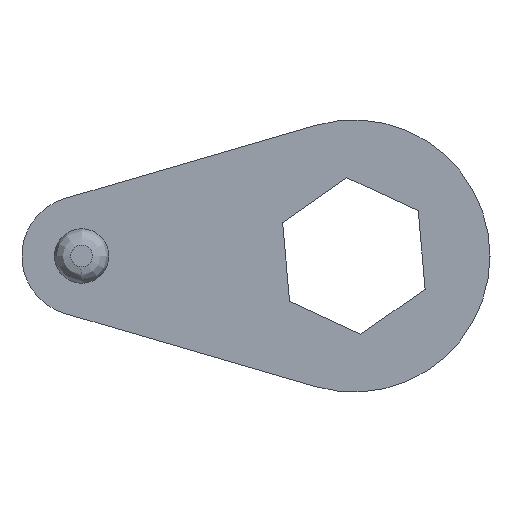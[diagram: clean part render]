
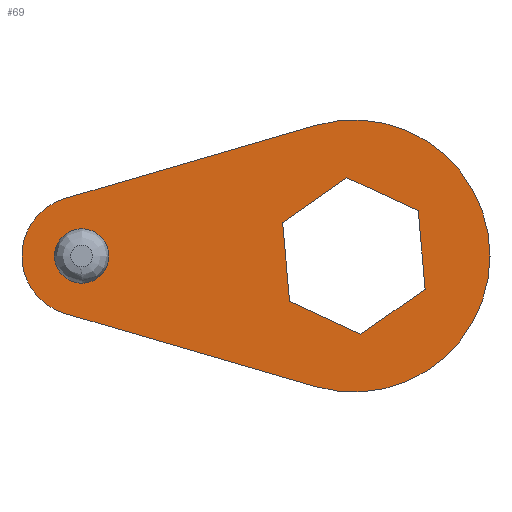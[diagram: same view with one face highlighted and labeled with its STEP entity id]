
A CAD part, left-side view. The second image highlights one B-rep face of the part: STEP entity #69.
In plain terms, the highlighted planar face has unit normal (-1, 0, 0).
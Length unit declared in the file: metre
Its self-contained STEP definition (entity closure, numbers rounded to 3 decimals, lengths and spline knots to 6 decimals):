
#69 = ADVANCED_FACE( '', ( #161, #162, #163 ), #164, .T. );
#161 = FACE_BOUND( '', #289, .T. );
#162 = FACE_BOUND( '', #290, .T. );
#163 = FACE_OUTER_BOUND( '', #291, .T. );
#164 = PLANE( '', #292 );
#289 = EDGE_LOOP( '', ( #486 ) );
#290 = EDGE_LOOP( '', ( #487, #488, #489, #490, #491, #492 ) );
#291 = EDGE_LOOP( '', ( #493, #494, #495, #496 ) );
#292 = AXIS2_PLACEMENT_3D( '', #497, #498, #499 );
#486 = ORIENTED_EDGE( '', *, *, #747, .T. );
#487 = ORIENTED_EDGE( '', *, *, #748, .T. );
#488 = ORIENTED_EDGE( '', *, *, #749, .T. );
#489 = ORIENTED_EDGE( '', *, *, #750, .T. );
#490 = ORIENTED_EDGE( '', *, *, #751, .T. );
#491 = ORIENTED_EDGE( '', *, *, #752, .T. );
#492 = ORIENTED_EDGE( '', *, *, #753, .T. );
#493 = ORIENTED_EDGE( '', *, *, #754, .F. );
#494 = ORIENTED_EDGE( '', *, *, #755, .T. );
#495 = ORIENTED_EDGE( '', *, *, #756, .F. );
#496 = ORIENTED_EDGE( '', *, *, #757, .F. );
#497 = CARTESIAN_POINT( '', ( -0.154959, -2.627277, 1.97843 ) );
#498 = DIRECTION( '', ( -1., 0., 0. ) );
#499 = DIRECTION( '', ( 0., 1., 0. ) );
#747 = EDGE_CURVE( '', #860, #860, #861, .T. );
#748 = EDGE_CURVE( '', #862, #863, #864, .T. );
#749 = EDGE_CURVE( '', #863, #865, #866, .T. );
#750 = EDGE_CURVE( '', #865, #867, #868, .T. );
#751 = EDGE_CURVE( '', #867, #869, #870, .T. );
#752 = EDGE_CURVE( '', #869, #871, #872, .T. );
#753 = EDGE_CURVE( '', #871, #862, #873, .T. );
#754 = EDGE_CURVE( '', #874, #875, #876, .T. );
#755 = EDGE_CURVE( '', #874, #877, #878, .T. );
#756 = EDGE_CURVE( '', #879, #877, #880, .T. );
#757 = EDGE_CURVE( '', #875, #879, #881, .T. );
#860 = VERTEX_POINT( '', #1022 );
#861 = CIRCLE( '', #1023, 0.003175 );
#862 = VERTEX_POINT( '', #1024 );
#863 = VERTEX_POINT( '', #1025 );
#864 = LINE( '', #1026, #1027 );
#865 = VERTEX_POINT( '', #1028 );
#866 = LINE( '', #1029, #1030 );
#867 = VERTEX_POINT( '', #1031 );
#868 = LINE( '', #1032, #1033 );
#869 = VERTEX_POINT( '', #1034 );
#870 = LINE( '', #1035, #1036 );
#871 = VERTEX_POINT( '', #1037 );
#872 = LINE( '', #1038, #1039 );
#873 = LINE( '', #1040, #1041 );
#874 = VERTEX_POINT( '', #1042 );
#875 = VERTEX_POINT( '', #1043 );
#876 = CIRCLE( '', #1044, 0.015875 );
#877 = VERTEX_POINT( '', #1045 );
#878 = LINE( '', #1046, #1047 );
#879 = VERTEX_POINT( '', #1048 );
#880 = CIRCLE( '', #1049, 0.006985 );
#881 = LINE( '', #1050, #1051 );
#1022 = CARTESIAN_POINT( '', ( -0.154959, -2.638005, 2.003116 ) );
#1023 = AXIS2_PLACEMENT_3D( '', #1209, #1210, #1211 );
#1024 = CARTESIAN_POINT( '', ( -0.154959, -2.668947, 2.015421 ) );
#1025 = CARTESIAN_POINT( '', ( -0.154959, -2.677257, 2.011557 ) );
#1026 = CARTESIAN_POINT( '', ( -0.154959, -2.673102, 2.013489 ) );
#1027 = VECTOR( '', #1212, 1. );
#1028 = CARTESIAN_POINT( '', ( -0.154959, -2.678066, 2.002427 ) );
#1029 = CARTESIAN_POINT( '', ( -0.154959, -2.677662, 2.006992 ) );
#1030 = VECTOR( '', #1213, 1. );
#1031 = CARTESIAN_POINT( '', ( -0.154959, -2.670564, 1.997162 ) );
#1032 = CARTESIAN_POINT( '', ( -0.154959, -2.674315, 1.999794 ) );
#1033 = VECTOR( '', #1214, 1. );
#1034 = CARTESIAN_POINT( '', ( -0.154959, -2.662253, 2.001026 ) );
#1035 = CARTESIAN_POINT( '', ( -0.154959, -2.666409, 1.999094 ) );
#1036 = VECTOR( '', #1215, 1. );
#1037 = CARTESIAN_POINT( '', ( -0.154959, -2.661444, 2.010156 ) );
#1038 = CARTESIAN_POINT( '', ( -0.154959, -2.661849, 2.005591 ) );
#1039 = VECTOR( '', #1216, 1. );
#1040 = CARTESIAN_POINT( '', ( -0.154959, -2.665195, 2.012788 ) );
#1041 = VECTOR( '', #1217, 1. );
#1042 = CARTESIAN_POINT( '', ( -0.154959, -2.66531, 2.021531 ) );
#1043 = CARTESIAN_POINT( '', ( -0.154959, -2.66531, 1.991051 ) );
#1044 = AXIS2_PLACEMENT_3D( '', #1218, #1219, #1220 );
#1045 = CARTESIAN_POINT( '', ( -0.154959, -2.63605, 2.012997 ) );
#1046 = CARTESIAN_POINT( '', ( -0.154959, -2.65068, 2.017264 ) );
#1047 = VECTOR( '', #1221, 1. );
#1048 = CARTESIAN_POINT( '', ( -0.154959, -2.63605, 1.999586 ) );
#1049 = AXIS2_PLACEMENT_3D( '', #1222, #1223, #1224 );
#1050 = CARTESIAN_POINT( '', ( -0.154959, -2.65068, 1.995318 ) );
#1051 = VECTOR( '', #1225, 1. );
#1209 = CARTESIAN_POINT( '', ( -0.154959, -2.638005, 2.006291 ) );
#1210 = DIRECTION( '', ( 1., 0., 0. ) );
#1211 = DIRECTION( '', ( 0., 0., -1. ) );
#1212 = DIRECTION( '', ( 0., -0.907, -0.422 ) );
#1213 = DIRECTION( '', ( 0., -0.088, -0.996 ) );
#1214 = DIRECTION( '', ( 0., 0.819, -0.574 ) );
#1215 = DIRECTION( '', ( 0., 0.907, 0.422 ) );
#1216 = DIRECTION( '', ( 0., 0.088, 0.996 ) );
#1217 = DIRECTION( '', ( 0., -0.819, 0.574 ) );
#1218 = CARTESIAN_POINT( '', ( -0.154959, -2.669755, 2.006291 ) );
#1219 = DIRECTION( '', ( 1., 0., 0. ) );
#1220 = DIRECTION( '', ( 0., 0., -1. ) );
#1221 = DIRECTION( '', ( 0., 0.96, -0.28 ) );
#1222 = CARTESIAN_POINT( '', ( -0.154959, -2.638005, 2.006291 ) );
#1223 = DIRECTION( '', ( 1., 0., 0. ) );
#1224 = DIRECTION( '', ( 0., 0., -1. ) );
#1225 = DIRECTION( '', ( 0., 0.96, 0.28 ) );
